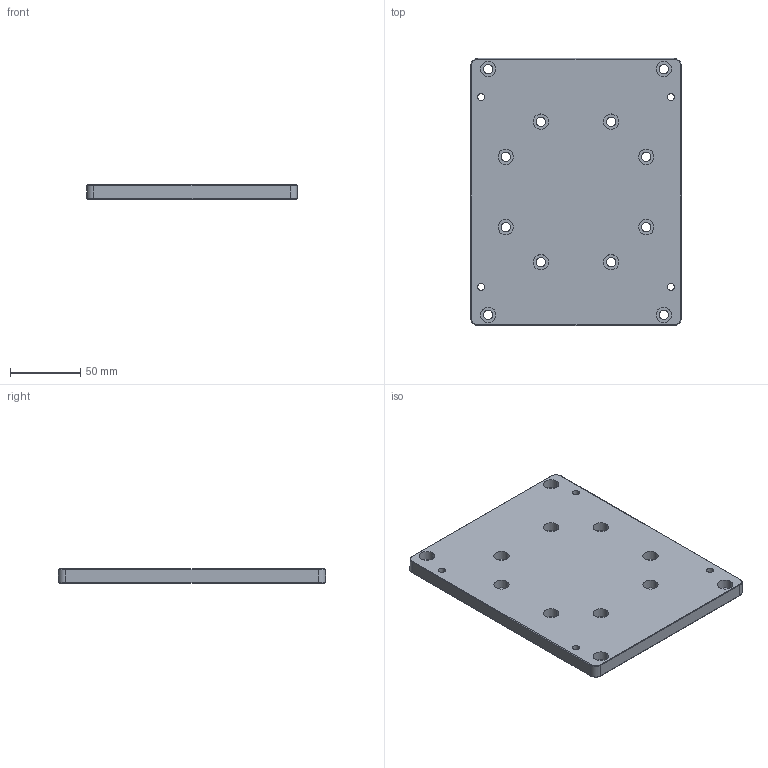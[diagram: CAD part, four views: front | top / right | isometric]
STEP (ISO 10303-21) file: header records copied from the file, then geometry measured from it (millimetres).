
FILE_DESCRIPTION (( 'STEP AP203' ), '1' );
FILE_NAME ('OMLB炵蹈蛌諉啣 OMLB02.STEP', '2021-05-20T08:54:29', ( 'Microsoft' ), ( 'Microsoft' ), 'SwSTEP 2.0', 'SolidWorks 2018', '' );
FILE_SCHEMA (( 'CONFIG_CONTROL_DESIGN' ));
Length unit declared in the file: millimetre
Products named in the file (2): OMLB02-01 ELPC20蟀諉啣2; OMLB炵蹈蛌諉啣 OMLB02
Assembly tree (1 placements, depth 2):
  OMLB炵蹈蛌諉啣 OMLB02
    OMLB02-01 ELPC20蟀諉啣2
Bounding box: 150 x 190 x 10 mm (x, y, z)
Volume: 274842.3 mm3; surface area: 66670.5 mm2
Topology: 1 solids, 1 shells, 232 faces, 584 edges, 384 vertices
Faces by surface type: plane 106, cylinder 68, bspline 50, torus 8
Entity records: 11270 total; most frequent: CARTESIAN_POINT 5644, ORIENTED_EDGE 1168, DIRECTION 998, EDGE_CURVE 584, VERTEX_POINT 384, VECTOR 338, LINE 338, AXIS2_PLACEMENT_3D 330
